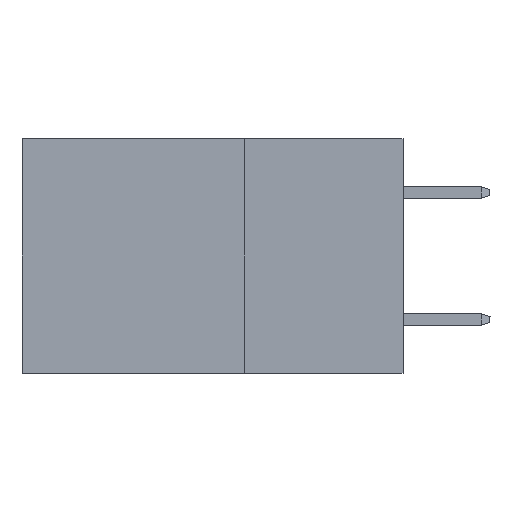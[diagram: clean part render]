
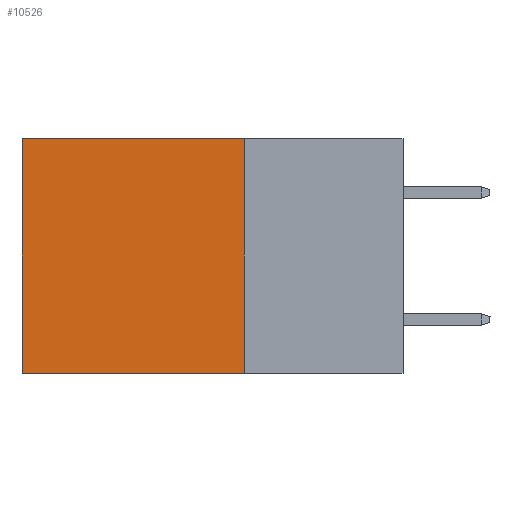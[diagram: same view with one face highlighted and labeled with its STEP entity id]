
A CAD part, left-side view. The second image highlights one B-rep face of the part: STEP entity #10526.
In plain terms, the highlighted planar face has unit normal (-1, 0, 0).
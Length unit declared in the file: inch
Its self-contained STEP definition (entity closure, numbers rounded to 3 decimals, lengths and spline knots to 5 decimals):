
#644 = VERTEX_POINT ( 'NONE', #12644 ) ;
#848 = VECTOR ( 'NONE', #17342, 39.37008 ) ;
#1089 = CARTESIAN_POINT ( 'NONE',  ( 0.2875, 0.25, 0. ) ) ;
#1668 = EDGE_LOOP ( 'NONE', ( #8052, #19463, #18270, #17821 ) ) ;
#1987 = LINE ( 'NONE', #18302, #2006 ) ;
#2006 = VECTOR ( 'NONE', #20287, 39.37008 ) ;
#2249 = EDGE_CURVE ( 'NONE', #12880, #18114, #9716, .T. ) ;
#2387 = CARTESIAN_POINT ( 'NONE',  ( 0.2875, 0.6, -0.37 ) ) ;
#3741 = DIRECTION ( 'NONE',  ( 0., 0., -1. ) ) ;
#5283 = EDGE_CURVE ( 'NONE', #8171, #12880, #1987, .T. ) ;
#6076 = VECTOR ( 'NONE', #7080, 39.37008 ) ;
#6824 = CARTESIAN_POINT ( 'NONE',  ( 0.2875, 0.25, -0.37 ) ) ;
#6864 = VECTOR ( 'NONE', #22399, 39.37008 ) ;
#7080 = DIRECTION ( 'NONE',  ( 0., 0., -1. ) ) ;
#8052 = ORIENTED_EDGE ( 'NONE', *, *, #2249, .T. ) ;
#8171 = VERTEX_POINT ( 'NONE', #1089 ) ;
#8617 = LINE ( 'NONE', #6824, #848 ) ;
#9716 = LINE ( 'NONE', #18563, #6864 ) ;
#10526 = ADVANCED_FACE ( 'NONE', ( #20049 ), #11182, .F. ) ;
#11182 = PLANE ( 'NONE',  #20640 ) ;
#12644 = CARTESIAN_POINT ( 'NONE',  ( 0.2875, 0.25, -0.37 ) ) ;
#12880 = VERTEX_POINT ( 'NONE', #16175 ) ;
#13167 = EDGE_CURVE ( 'NONE', #644, #18114, #8617, .T. ) ;
#14399 = LINE ( 'NONE', #21571, #6076 ) ;
#14486 = DIRECTION ( 'NONE',  ( 1., 0., 0. ) ) ;
#16175 = CARTESIAN_POINT ( 'NONE',  ( 0.2875, 0.6, 0. ) ) ;
#17227 = EDGE_CURVE ( 'NONE', #8171, #644, #14399, .T. ) ;
#17342 = DIRECTION ( 'NONE',  ( 0., 1., 0. ) ) ;
#17821 = ORIENTED_EDGE ( 'NONE', *, *, #5283, .T. ) ;
#18114 = VERTEX_POINT ( 'NONE', #2387 ) ;
#18270 = ORIENTED_EDGE ( 'NONE', *, *, #17227, .F. ) ;
#18302 = CARTESIAN_POINT ( 'NONE',  ( 0.2875, 0.25, 0. ) ) ;
#18563 = CARTESIAN_POINT ( 'NONE',  ( 0.2875, 0.6, 0. ) ) ;
#19463 = ORIENTED_EDGE ( 'NONE', *, *, #13167, .F. ) ;
#20049 = FACE_OUTER_BOUND ( 'NONE', #1668, .T. ) ;
#20270 = CARTESIAN_POINT ( 'NONE',  ( 0.2875, 0.25, 0. ) ) ;
#20287 = DIRECTION ( 'NONE',  ( 0., 1., 0. ) ) ;
#20640 = AXIS2_PLACEMENT_3D ( 'NONE', #20270, #14486, #3741 ) ;
#21571 = CARTESIAN_POINT ( 'NONE',  ( 0.2875, 0.25, 0. ) ) ;
#22399 = DIRECTION ( 'NONE',  ( 0., 0., -1. ) ) ;
